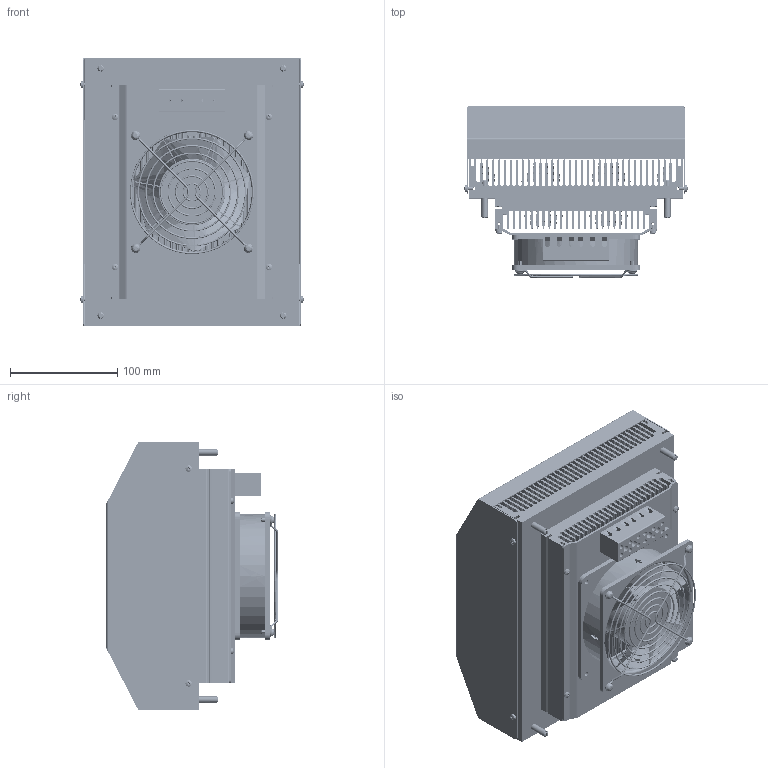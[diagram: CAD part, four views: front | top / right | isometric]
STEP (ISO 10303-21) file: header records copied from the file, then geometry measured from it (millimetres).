
FILE_DESCRIPTION((''),'2;1');
FILE_NAME('TG3075-NEW_ASM_1_ASM','2022-09-20T11:54:03',('alexcam'),(''),'CREO PARAMETRIC BY PTC INC, 2018500','CREO PARAMETRIC BY PTC INC, 2018500','');
FILE_SCHEMA(('CONFIG_CONTROL_DESIGN'));
Products named in the file (15): TG3075-AMB-HS-NEW_1; SET_SCREW_M6X35_1; TG3075-MOUNTING-GASKET-NEW_1; TG3075-AMB-NEW_ASM_1_ASM; TG3075-INT-HS-NEW_1; TG3075-INT-DEFL-NEW_1; SCREW_DIN_7985-M3X6-4_8_1; EBM_4314_U_1; FINGER_GUARD_119X119_AXIAL_FAN_; PLASTIC_RIVET_M4_X_10_ASMBLD_1; PHOENIX_3POLE_CNCTR_1; TG3075_INSULATION-NEW_1; TG3075-INT-NEW_ASM_1_ASM; TG3075_AMB_COVER_NEW_1; TG3075-NEW_ASM_1_ASM
Assembly tree (28 placements, depth 3):
  TG3075-NEW_ASM_1_ASM
    TG3075-AMB-NEW_ASM_1_ASM
      TG3075-AMB-HS-NEW_1
      SET_SCREW_M6X35_1  x4
      TG3075-MOUNTING-GASKET-NEW_1
    TG3075-INT-NEW_ASM_1_ASM
      TG3075-INT-HS-NEW_1
      TG3075-INT-DEFL-NEW_1
      SCREW_DIN_7985-M3X6-4_8_1  x4
      EBM_4314_U_1
      FINGER_GUARD_119X119_AXIAL_FAN_
      PLASTIC_RIVET_M4_X_10_ASMBLD_1  x4
      PHOENIX_3POLE_CNCTR_1  x2
      TG3075_INSULATION-NEW_1
    TG3075_AMB_COVER_NEW_1
    SCREW_DIN_7985-M3X6-4_8_1  x4
Bounding box: 207.73 x 159.63 x 250 mm (x, y, z)
Volume: 1887158.8 mm3; surface area: 1256981.8 mm2
Topology: 26 solids, 44 shells, 4890 faces, 18365 edges, 13454 vertices
Faces by surface type: cylinder 2806, plane 1705, cone 186, torus 136, bspline 41, sphere 16
Entity records: 198560 total; most frequent: CARTESIAN_POINT 52217, ORIENTED_EDGE 33494, DIRECTION 30137, EDGE_CURVE 16867, VERTEX_POINT 12508, AXIS2_PLACEMENT_3D 11735, CIRCLE 7386, VECTOR 6667
